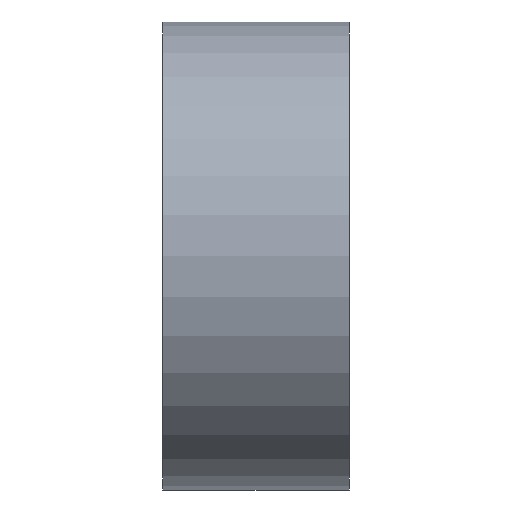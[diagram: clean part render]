
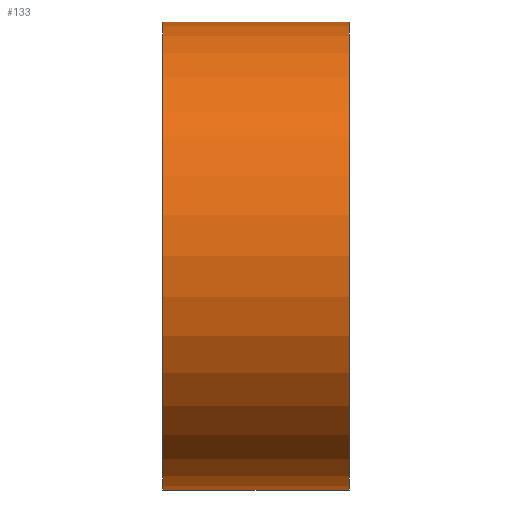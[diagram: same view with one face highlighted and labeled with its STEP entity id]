
A CAD part, left-side view. The second image highlights one B-rep face of the part: STEP entity #133.
In plain terms, the highlighted cylindrical face has radius 3.956 mm (diameter 7.912 mm), a partial arc.
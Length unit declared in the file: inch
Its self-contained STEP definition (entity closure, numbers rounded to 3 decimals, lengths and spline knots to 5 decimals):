
#2 = VERTEX_POINT ( 'NONE', #205 ) ;
#35 = DIRECTION ( 'NONE',  ( 0., 1., 0. ) ) ;
#48 = CARTESIAN_POINT ( 'NONE',  ( 0., 0.062, -0.15575 ) ) ;
#76 = VERTEX_POINT ( 'NONE', #115 ) ;
#77 = EDGE_CURVE ( 'NONE', #188, #309, #139, .T. ) ;
#108 = CYLINDRICAL_SURFACE ( 'NONE', #367, 0.15575 ) ;
#115 = CARTESIAN_POINT ( 'NONE',  ( 0., -0.062, 0.15575 ) ) ;
#126 = DIRECTION ( 'NONE',  ( 0., -1., 0. ) ) ;
#128 = AXIS2_PLACEMENT_3D ( 'NONE', #565, #35, #465 ) ;
#133 = ADVANCED_FACE ( 'NONE', ( #244 ), #108, .T. ) ;
#139 = CIRCLE ( 'NONE', #413, 0.15575 ) ;
#168 = CARTESIAN_POINT ( 'NONE',  ( 0., 0.062, 0.15575 ) ) ;
#180 = LINE ( 'NONE', #48, #500 ) ;
#188 = VERTEX_POINT ( 'NONE', #286 ) ;
#194 = VECTOR ( 'NONE', #433, 39.37008 ) ;
#200 = ORIENTED_EDGE ( 'NONE', *, *, #77, .F. ) ;
#205 = CARTESIAN_POINT ( 'NONE',  ( 0., -0.062, -0.15575 ) ) ;
#244 = FACE_OUTER_BOUND ( 'NONE', #266, .T. ) ;
#250 = ORIENTED_EDGE ( 'NONE', *, *, #550, .F. ) ;
#258 = ORIENTED_EDGE ( 'NONE', *, *, #556, .T. ) ;
#266 = EDGE_LOOP ( 'NONE', ( #250, #200, #258, #273 ) ) ;
#273 = ORIENTED_EDGE ( 'NONE', *, *, #561, .T. ) ;
#286 = CARTESIAN_POINT ( 'NONE',  ( 0., 0.062, -0.15575 ) ) ;
#299 = LINE ( 'NONE', #392, #194 ) ;
#309 = VERTEX_POINT ( 'NONE', #168 ) ;
#367 = AXIS2_PLACEMENT_3D ( 'NONE', #452, #499, #518 ) ;
#392 = CARTESIAN_POINT ( 'NONE',  ( 0., 0.062, 0.15575 ) ) ;
#403 = CIRCLE ( 'NONE', #128, 0.15575 ) ;
#413 = AXIS2_PLACEMENT_3D ( 'NONE', #559, #557, #555 ) ;
#433 = DIRECTION ( 'NONE',  ( 0., -1., 0. ) ) ;
#452 = CARTESIAN_POINT ( 'NONE',  ( 0., 0.062, 0. ) ) ;
#465 = DIRECTION ( 'NONE',  ( 0., 0., 1. ) ) ;
#499 = DIRECTION ( 'NONE',  ( 0., -1., 0. ) ) ;
#500 = VECTOR ( 'NONE', #126, 39.37008 ) ;
#518 = DIRECTION ( 'NONE',  ( 0., 0., -1. ) ) ;
#550 = EDGE_CURVE ( 'NONE', #309, #76, #299, .T. ) ;
#555 = DIRECTION ( 'NONE',  ( 0., 0., 1. ) ) ;
#556 = EDGE_CURVE ( 'NONE', #188, #2, #180, .T. ) ;
#557 = DIRECTION ( 'NONE',  ( 0., 1., 0. ) ) ;
#559 = CARTESIAN_POINT ( 'NONE',  ( 0., 0.062, 0. ) ) ;
#561 = EDGE_CURVE ( 'NONE', #2, #76, #403, .T. ) ;
#565 = CARTESIAN_POINT ( 'NONE',  ( 0., -0.062, 0. ) ) ;
